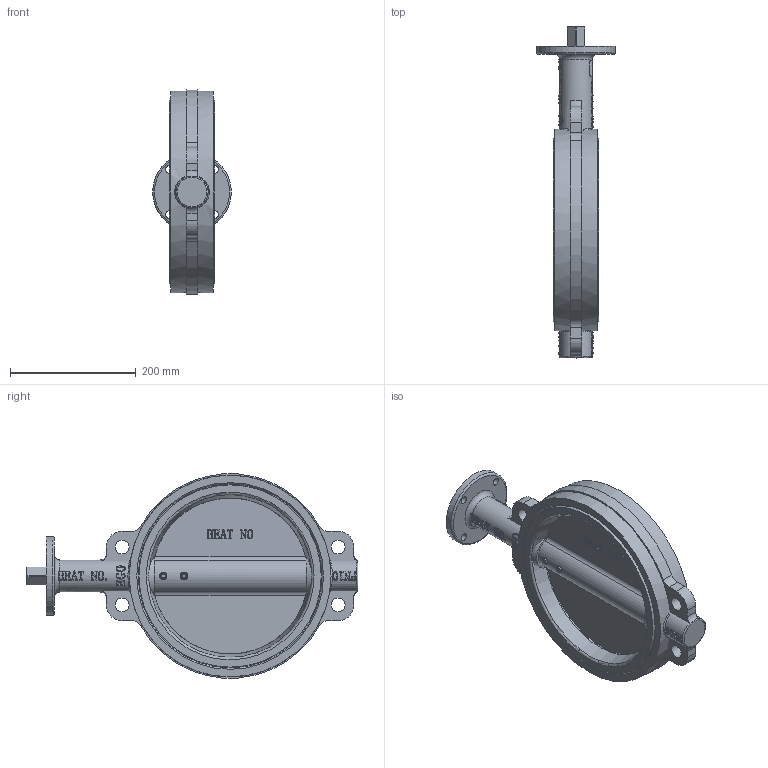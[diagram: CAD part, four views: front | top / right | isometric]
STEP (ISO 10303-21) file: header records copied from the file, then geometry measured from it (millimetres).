
FILE_DESCRIPTION(/* description */ (''),/* implementation_level */ '2;1');
FILE_NAME(/* name */ 'DN250 253W.stp',/* time_stamp */ '2019-05-02T11:43:33+02:00',/* author */ ('A8711351'),/* organization */ (''),/* preprocessor_version */ 'ST-DEVELOPER v16.5',/* originating_system */ 'Autodesk Inventor LT',/* authorisation */ '');
FILE_SCHEMA (('AUTOMOTIVE_DESIGN { 1 0 10303 214 3 1 1 }'));
Products named in the file (1): Î¦+õ¦Õ1
Bounding box: 125 x 527 x 323.91 mm (x, y, z)
Volume: 3808413.1 mm3; surface area: 591870.5 mm2
Topology: 8 solids, 8 shells, 1149 faces, 4358 edges, 3392 vertices
Faces by surface type: plane 634, bspline 381, cylinder 100, cone 20, torus 12, sphere 2
Full cylindrical faces by diameter (mm): 12 x4, 22 x4, 28.45 x1, 28.6 x2, 34.93 x3, 51 x1, 70 x1, 125 x1, 289.4 x2, 292.35 x1, 292.4 x1, 320.35 x2
Entity records: 125809 total; most frequent: CARTESIAN_POINT 91744, ORIENTED_EDGE 8594, DIRECTION 4767, EDGE_CURVE 4297, VERTEX_POINT 3374, LINE 2383, VECTOR 2383, B_SPLINE_CURVE_WITH_KNOTS 1491
